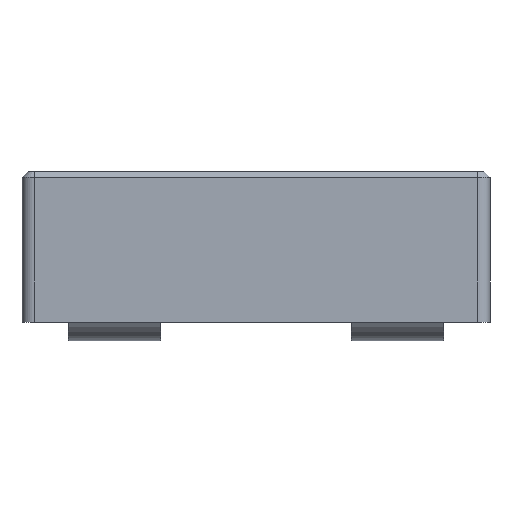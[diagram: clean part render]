
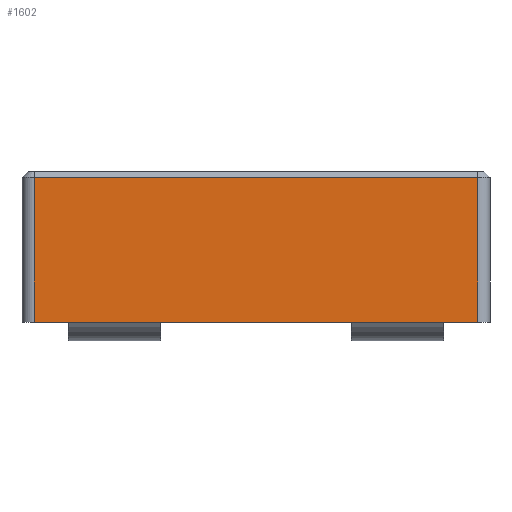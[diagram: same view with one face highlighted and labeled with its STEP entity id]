
A CAD part, front view. The second image highlights one B-rep face of the part: STEP entity #1602.
In plain terms, the highlighted face is planar.
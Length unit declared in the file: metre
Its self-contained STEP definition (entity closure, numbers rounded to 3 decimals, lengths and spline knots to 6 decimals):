
#95=PLANE('',#1690);
#360=ORIENTED_EDGE('',*,*,#558,.F.);
#361=ORIENTED_EDGE('',*,*,#442,.T.);
#362=ORIENTED_EDGE('',*,*,#548,.T.);
#363=ORIENTED_EDGE('',*,*,#569,.F.);
#442=EDGE_CURVE('',#583,#587,#686,.T.);
#548=EDGE_CURVE('',#587,#664,#760,.T.);
#558=EDGE_CURVE('',#583,#671,#767,.T.);
#569=EDGE_CURVE('',#671,#664,#777,.T.);
#583=VERTEX_POINT('',#2001);
#587=VERTEX_POINT('',#2013);
#664=VERTEX_POINT('',#2596);
#671=VERTEX_POINT('',#2616);
#686=LINE('',#2014,#794);
#760=LINE('',#2595,#868);
#767=LINE('',#2615,#875);
#777=LINE('',#2635,#885);
#794=VECTOR('',#1738,1.);
#868=VECTOR('',#1910,1.);
#875=VECTOR('',#1929,1.);
#885=VECTOR('',#1957,1.);
#958=EDGE_LOOP('',(#360,#361,#362,#363));
#1042=FACE_BOUND('',#958,.T.);
#1602=ADVANCED_FACE('',(#1042),#95,.T.);
#1690=AXIS2_PLACEMENT_3D('',#2634,#1955,#1956);
#1738=DIRECTION('',(0.,1.,0.));
#1910=DIRECTION('',(0.,0.,-1.));
#1929=DIRECTION('',(0.,0.,-1.));
#1955=DIRECTION('',(-1.,0.,0.));
#1956=DIRECTION('',(0.,-1.,0.));
#1957=DIRECTION('',(0.,1.,0.));
#2001=CARTESIAN_POINT('',(-0.00395,-0.0036,0.00235));
#2013=CARTESIAN_POINT('',(-0.00395,0.0036,0.00235));
#2014=CARTESIAN_POINT('',(-0.00395,0.0036,0.00235));
#2595=CARTESIAN_POINT('',(-0.00395,0.0036,0.00245));
#2596=CARTESIAN_POINT('',(-0.00395,0.0036,0.));
#2615=CARTESIAN_POINT('',(-0.00395,-0.0036,0.00245));
#2616=CARTESIAN_POINT('',(-0.00395,-0.0036,0.));
#2634=CARTESIAN_POINT('',(-0.00395,-0.0038,0.00245));
#2635=CARTESIAN_POINT('',(-0.00395,-0.0038,0.));
